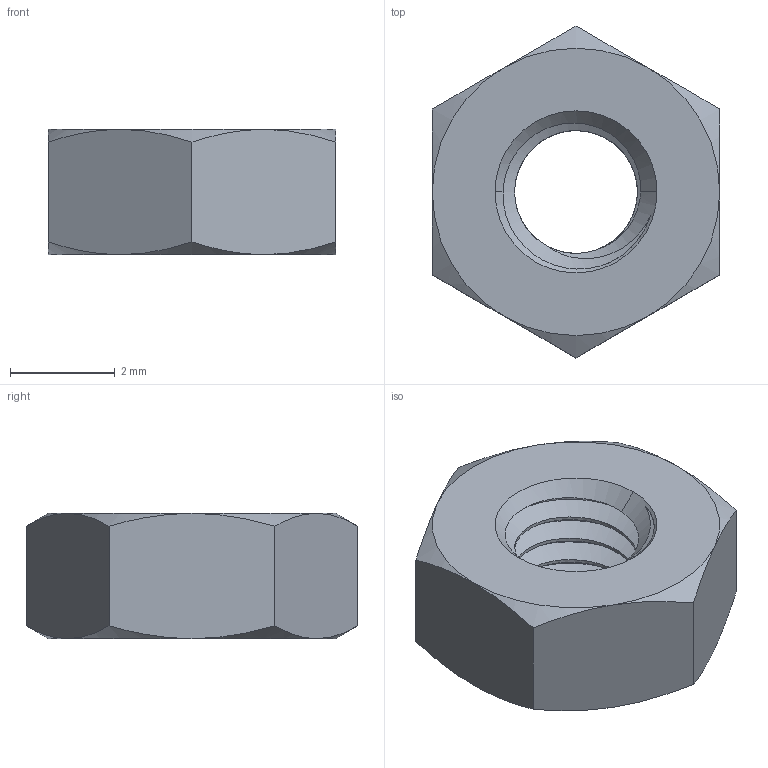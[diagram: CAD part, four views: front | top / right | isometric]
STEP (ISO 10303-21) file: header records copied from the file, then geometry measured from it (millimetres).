
FILE_DESCRIPTION (( 'STEP AP203' ), '1' );
FILE_NAME ('91854A108_Aluminum Hex Nut.STEP', '2021-09-09T17:01:40', ( 'Administrator' ), ( 'Managed by Terraform' ), 'SwSTEP 2.0', 'SolidWorks 2017', '' );
FILE_SCHEMA (( 'CONFIG_CONTROL_DESIGN' ));
Length unit declared in the file: millimetre
Products named in the file (1): 91854A108_Aluminum Hex Nut
Bounding box: 5.5 x 6.35 x 2.4 mm (x, y, z)
Volume: 48.4 mm3; surface area: 115.2 mm2
Topology: 1 solids, 1 shells, 37 faces, 93 edges, 58 vertices
Faces by surface type: cone 16, cylinder 10, plane 8, bspline 3
Entity records: 1903 total; most frequent: CARTESIAN_POINT 1068, ORIENTED_EDGE 186, DIRECTION 125, EDGE_CURVE 93, VERTEX_POINT 58, AXIS2_PLACEMENT_3D 53, EDGE_LOOP 39, FACE_OUTER_BOUND 37
